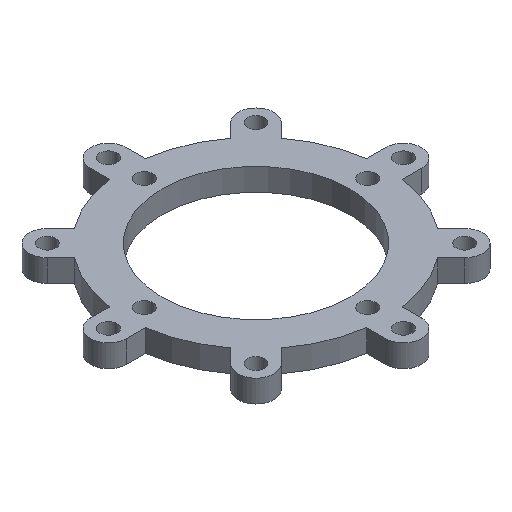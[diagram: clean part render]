
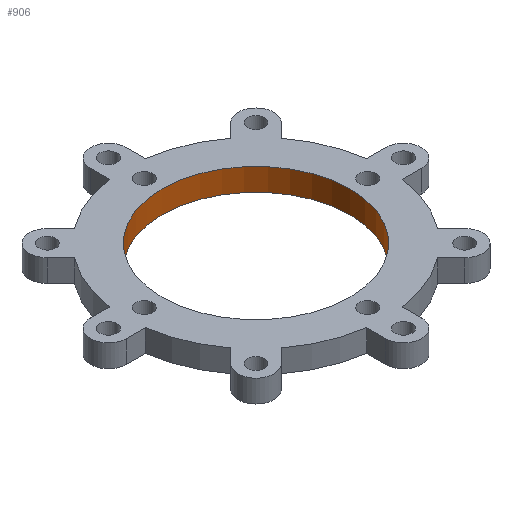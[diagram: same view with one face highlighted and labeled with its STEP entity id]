
A CAD part, isometric view. The second image highlights one B-rep face of the part: STEP entity #906.
In plain terms, the highlighted cylindrical face has radius 21 mm (diameter 42 mm), a full revolution.
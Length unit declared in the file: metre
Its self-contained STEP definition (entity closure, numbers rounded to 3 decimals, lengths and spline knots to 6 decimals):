
#46=CIRCLE('',#1001,0.021);
#47=CIRCLE('',#1002,0.021);
#87=CYLINDRICAL_SURFACE('',#1000,0.021);
#227=ORIENTED_EDGE('',*,*,#441,.T.);
#228=ORIENTED_EDGE('',*,*,#442,.F.);
#441=EDGE_CURVE('',#533,#533,#46,.T.);
#442=EDGE_CURVE('',#534,#534,#47,.F.);
#533=VERTEX_POINT('',#1516);
#534=VERTEX_POINT('',#1518);
#718=EDGE_LOOP('',(#227));
#719=EDGE_LOOP('',(#228));
#804=FACE_BOUND('',#718,.T.);
#805=FACE_BOUND('',#719,.T.);
#906=ADVANCED_FACE('',(#804,#805),#87,.F.);
#1000=AXIS2_PLACEMENT_3D('',#1514,#1238,#1239);
#1001=AXIS2_PLACEMENT_3D('',#1515,#1240,#1241);
#1002=AXIS2_PLACEMENT_3D('',#1517,#1242,#1243);
#1238=DIRECTION('',(0.,0.,-1.));
#1239=DIRECTION('',(-1.,0.,0.));
#1240=DIRECTION('',(0.,0.,-1.));
#1241=DIRECTION('',(-1.,0.,0.));
#1242=DIRECTION('',(0.,0.,1.));
#1243=DIRECTION('',(1.,0.,0.));
#1514=CARTESIAN_POINT('',(0.,0.,0.025002));
#1515=CARTESIAN_POINT('',(0.,0.,0.02));
#1516=CARTESIAN_POINT('',(-0.021,0.,0.02));
#1517=CARTESIAN_POINT('',(0.,0.,0.025));
#1518=CARTESIAN_POINT('',(0.021,0.,0.025));
